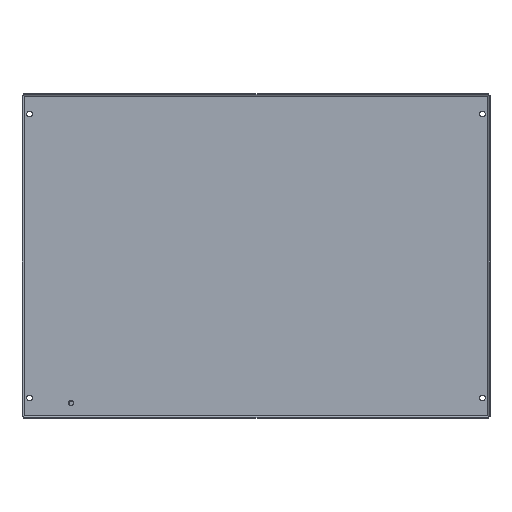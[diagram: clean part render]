
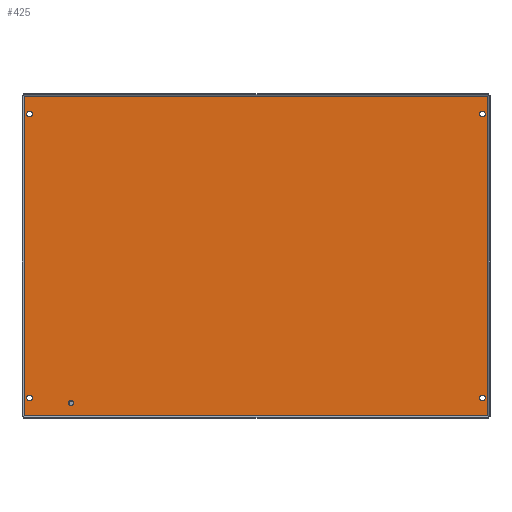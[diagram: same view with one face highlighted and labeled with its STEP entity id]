
A CAD part, top view. The second image highlights one B-rep face of the part: STEP entity #425.
In plain terms, the highlighted planar face has unit normal (0, 0, 1).
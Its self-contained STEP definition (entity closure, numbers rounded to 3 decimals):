
#343=FACE_BOUND('',#544,.T.);
#344=FACE_BOUND('',#545,.T.);
#345=FACE_BOUND('',#546,.T.);
#346=FACE_BOUND('',#547,.T.);
#347=FACE_BOUND('',#548,.T.);
#373=PLANE('',#1340);
#425=ADVANCED_FACE('F27',(#343,#344,#345,#346,#347),#373,.T.);
#544=EDGE_LOOP('',(#681,#682,#683,#684));
#545=EDGE_LOOP('',(#685));
#546=EDGE_LOOP('',(#686));
#547=EDGE_LOOP('',(#687));
#548=EDGE_LOOP('',(#688));
#606=CIRCLE('',#1328,3.5);
#608=CIRCLE('',#1331,3.5);
#610=CIRCLE('',#1334,3.5);
#612=CIRCLE('',#1337,3.5);
#681=ORIENTED_EDGE('',*,*,#1046,.F.);
#682=ORIENTED_EDGE('',*,*,#1047,.F.);
#683=ORIENTED_EDGE('',*,*,#1048,.F.);
#684=ORIENTED_EDGE('',*,*,#1049,.F.);
#685=ORIENTED_EDGE('',*,*,#1044,.T.);
#686=ORIENTED_EDGE('',*,*,#1041,.T.);
#687=ORIENTED_EDGE('',*,*,#1038,.T.);
#688=ORIENTED_EDGE('',*,*,#1035,.T.);
#943=VERTEX_POINT('',#1746);
#945=VERTEX_POINT('',#1752);
#947=VERTEX_POINT('',#1758);
#949=VERTEX_POINT('',#1764);
#950=VERTEX_POINT('',#1769);
#951=VERTEX_POINT('',#1770);
#952=VERTEX_POINT('',#1772);
#953=VERTEX_POINT('',#1774);
#1035=EDGE_CURVE('E107',#943,#943,#606,.T.);
#1038=EDGE_CURVE('E102',#945,#945,#608,.T.);
#1041=EDGE_CURVE('E101',#947,#947,#610,.T.);
#1044=EDGE_CURVE('E100',#949,#949,#612,.T.);
#1046=EDGE_CURVE('E72',#950,#951,#1170,.T.);
#1047=EDGE_CURVE('E79',#952,#950,#1171,.T.);
#1048=EDGE_CURVE('E87',#953,#952,#1172,.T.);
#1049=EDGE_CURVE('E63',#951,#953,#1173,.T.);
#1170=LINE('',#1768,#1245);
#1171=LINE('',#1771,#1246);
#1172=LINE('',#1773,#1247);
#1173=LINE('',#1775,#1248);
#1245=VECTOR('',#1482,1.);
#1246=VECTOR('',#1483,1.);
#1247=VECTOR('',#1484,1.);
#1248=VECTOR('',#1485,1.);
#1328=AXIS2_PLACEMENT_3D('',#1747,#1455,#1456);
#1331=AXIS2_PLACEMENT_3D('',#1753,#1462,#1463);
#1334=AXIS2_PLACEMENT_3D('',#1759,#1469,#1470);
#1337=AXIS2_PLACEMENT_3D('',#1765,#1476,#1477);
#1340=AXIS2_PLACEMENT_3D('',#1776,#1486,#1487);
#1455=DIRECTION('',(0.,0.,-1.));
#1456=DIRECTION('',(0.,1.,0.));
#1462=DIRECTION('',(0.,0.,-1.));
#1463=DIRECTION('',(-1.,0.,0.));
#1469=DIRECTION('',(0.,0.,-1.));
#1470=DIRECTION('',(-1.,0.,0.));
#1476=DIRECTION('',(0.,0.,-1.));
#1477=DIRECTION('',(-1.,0.,0.));
#1482=DIRECTION('',(0.,1.,0.));
#1483=DIRECTION('',(-1.,0.,0.));
#1484=DIRECTION('',(0.,-1.,0.));
#1485=DIRECTION('',(1.,0.,0.));
#1486=DIRECTION('',(0.,0.,1.));
#1487=DIRECTION('',(1.,0.,0.));
#1746=CARTESIAN_POINT('',(798.45,-65.678,1.2));
#1747=CARTESIAN_POINT('',(794.95,-65.678,1.2));
#1752=CARTESIAN_POINT('',(798.45,-415.678,1.2));
#1753=CARTESIAN_POINT('',(794.95,-415.678,1.2));
#1758=CARTESIAN_POINT('',(240.25,-415.678,1.2));
#1759=CARTESIAN_POINT('',(236.75,-415.678,1.2));
#1764=CARTESIAN_POINT('',(240.25,-65.678,1.2));
#1765=CARTESIAN_POINT('',(236.75,-65.678,1.2));
#1768=CARTESIAN_POINT('',(230.15,-240.678,1.2));
#1769=CARTESIAN_POINT('',(230.15,-437.628,1.2));
#1770=CARTESIAN_POINT('',(230.15,-43.728,1.2));
#1771=CARTESIAN_POINT('',(515.85,-437.628,1.2));
#1772=CARTESIAN_POINT('',(801.55,-437.628,1.2));
#1773=CARTESIAN_POINT('',(801.55,-240.678,1.2));
#1774=CARTESIAN_POINT('',(801.55,-43.728,1.2));
#1775=CARTESIAN_POINT('',(515.85,-43.728,1.2));
#1776=CARTESIAN_POINT('',(230.15,-437.628,1.2));
